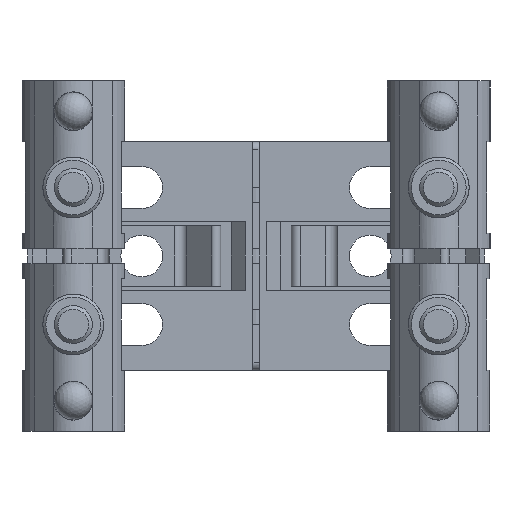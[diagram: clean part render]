
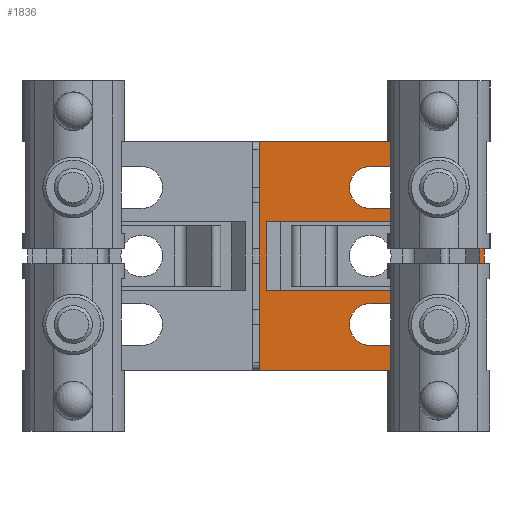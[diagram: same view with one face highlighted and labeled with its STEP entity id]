
A CAD part, front view. The second image highlights one B-rep face of the part: STEP entity #1836.
In plain terms, the highlighted planar face has unit normal (0, -1, 0).
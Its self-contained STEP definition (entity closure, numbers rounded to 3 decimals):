
#622=CARTESIAN_POINT('',(27.25,-7.5,0.0));
#623=VERTEX_POINT('',#622);
#630=CARTESIAN_POINT('',(0.4,-7.5,0.0));
#631=VERTEX_POINT('',#630);
#632=CARTESIAN_POINT('',(0.4,-7.5,0.0));
#633=DIRECTION('',(1.0,0.0,0.0));
#634=VECTOR('',#633,26.85);
#635=LINE('',#632,#634);
#636=EDGE_CURVE('',#631,#623,#635,.T.);
#654=CARTESIAN_POINT('',(30.0,-7.5,2.75));
#655=VERTEX_POINT('',#654);
#662=CARTESIAN_POINT('',(27.25,-7.5,2.75));
#663=DIRECTION('',(0.0,1.0,0.0));
#664=DIRECTION('',(0.707,0.0,-0.707));
#665=AXIS2_PLACEMENT_3D('',#662,#663,#664);
#666=CIRCLE('',#665,2.75);
#667=EDGE_CURVE('',#655,#623,#666,.T.);
#679=CARTESIAN_POINT('',(30.0,-7.5,27.25));
#680=VERTEX_POINT('',#679);
#687=CARTESIAN_POINT('',(30.0,-7.5,2.75));
#688=DIRECTION('',(0.0,0.0,1.0));
#689=VECTOR('',#688,24.5);
#690=LINE('',#687,#689);
#691=EDGE_CURVE('',#655,#680,#690,.T.);
#703=CARTESIAN_POINT('',(27.25,-7.5,30.0));
#704=VERTEX_POINT('',#703);
#711=CARTESIAN_POINT('',(27.25,-7.5,27.25));
#712=DIRECTION('',(0.0,1.0,0.0));
#713=DIRECTION('',(0.707,0.0,0.707));
#714=AXIS2_PLACEMENT_3D('',#711,#712,#713);
#715=CIRCLE('',#714,2.75);
#716=EDGE_CURVE('',#704,#680,#715,.T.);
#1081=CARTESIAN_POINT('',(24.,-7.5,26.75));
#1082=VERTEX_POINT('',#1081);
#1089=CARTESIAN_POINT('',(15.,-7.5,26.75));
#1090=VERTEX_POINT('',#1089);
#1091=CARTESIAN_POINT('',(15.0,-7.5,26.75));
#1092=DIRECTION('',(1.0,0.0,0.0));
#1093=VECTOR('',#1092,9.0);
#1094=LINE('',#1091,#1093);
#1095=EDGE_CURVE('',#1090,#1082,#1094,.T.);
#1113=CARTESIAN_POINT('',(15.,-7.5,21.25));
#1114=VERTEX_POINT('',#1113);
#1115=CARTESIAN_POINT('',(15.,-7.5,24.0));
#1116=DIRECTION('',(0.0,1.0,0.0));
#1117=DIRECTION('',(0.0,0.0,1.0));
#1118=AXIS2_PLACEMENT_3D('',#1115,#1116,#1117);
#1119=CIRCLE('',#1118,2.75);
#1120=EDGE_CURVE('',#1114,#1090,#1119,.T.);
#1138=CARTESIAN_POINT('',(24.,-7.5,21.25));
#1139=VERTEX_POINT('',#1138);
#1140=CARTESIAN_POINT('',(24.,-7.5,21.25));
#1141=DIRECTION('',(-1.0,0.0,0.0));
#1142=VECTOR('',#1141,9.0);
#1143=LINE('',#1140,#1142);
#1144=EDGE_CURVE('',#1139,#1114,#1143,.T.);
#1162=CARTESIAN_POINT('',(24.,-7.5,24.0));
#1163=DIRECTION('',(0.0,1.0,0.0));
#1164=DIRECTION('',(0.0,0.0,-1.0));
#1165=AXIS2_PLACEMENT_3D('',#1162,#1163,#1164);
#1166=CIRCLE('',#1165,2.75);
#1167=EDGE_CURVE('',#1082,#1139,#1166,.T.);
#1191=CARTESIAN_POINT('',(24.,-7.5,8.75));
#1192=VERTEX_POINT('',#1191);
#1199=CARTESIAN_POINT('',(15.,-7.5,8.75));
#1200=VERTEX_POINT('',#1199);
#1201=CARTESIAN_POINT('',(15.0,-7.5,8.75));
#1202=DIRECTION('',(1.0,0.0,0.0));
#1203=VECTOR('',#1202,9.0);
#1204=LINE('',#1201,#1203);
#1205=EDGE_CURVE('',#1200,#1192,#1204,.T.);
#1223=CARTESIAN_POINT('',(15.,-7.5,3.25));
#1224=VERTEX_POINT('',#1223);
#1225=CARTESIAN_POINT('',(15.,-7.5,6.));
#1226=DIRECTION('',(0.0,1.0,0.0));
#1227=DIRECTION('',(0.0,0.0,1.0));
#1228=AXIS2_PLACEMENT_3D('',#1225,#1226,#1227);
#1229=CIRCLE('',#1228,2.75);
#1230=EDGE_CURVE('',#1224,#1200,#1229,.T.);
#1248=CARTESIAN_POINT('',(24.,-7.5,3.25));
#1249=VERTEX_POINT('',#1248);
#1250=CARTESIAN_POINT('',(24.,-7.5,3.25));
#1251=DIRECTION('',(-1.0,0.0,0.0));
#1252=VECTOR('',#1251,9.);
#1253=LINE('',#1250,#1252);
#1254=EDGE_CURVE('',#1249,#1224,#1253,.T.);
#1272=CARTESIAN_POINT('',(24.,-7.5,6.));
#1273=DIRECTION('',(0.0,1.0,0.0));
#1274=DIRECTION('',(0.0,0.0,-1.0));
#1275=AXIS2_PLACEMENT_3D('',#1272,#1273,#1274);
#1276=CIRCLE('',#1275,2.75);
#1277=EDGE_CURVE('',#1192,#1249,#1276,.T.);
#1288=CARTESIAN_POINT('',(1.4,-7.5,19.5));
#1289=VERTEX_POINT('',#1288);
#1306=CARTESIAN_POINT('',(29.4,-7.5,19.5));
#1307=VERTEX_POINT('',#1306);
#1314=CARTESIAN_POINT('',(1.4,-7.5,19.5));
#1315=DIRECTION('',(1.0,0.0,0.0));
#1316=VECTOR('',#1315,28.);
#1317=LINE('',#1314,#1316);
#1318=EDGE_CURVE('',#1289,#1307,#1317,.T.);
#1328=CARTESIAN_POINT('',(29.4,-7.5,10.5));
#1329=VERTEX_POINT('',#1328);
#1338=CARTESIAN_POINT('',(29.4,-7.5,19.5));
#1339=DIRECTION('',(0.0,0.0,-1.0));
#1340=VECTOR('',#1339,9.);
#1341=LINE('',#1338,#1340);
#1342=EDGE_CURVE('',#1307,#1329,#1341,.T.);
#1389=CARTESIAN_POINT('',(1.4,-7.5,10.5));
#1390=VERTEX_POINT('',#1389);
#1399=CARTESIAN_POINT('',(1.4,-7.5,10.5));
#1400=DIRECTION('',(0.0,0.0,1.0));
#1401=VECTOR('',#1400,9.);
#1402=LINE('',#1399,#1401);
#1403=EDGE_CURVE('',#1390,#1289,#1402,.T.);
#1413=CARTESIAN_POINT('',(29.4,-7.5,10.5));
#1414=DIRECTION('',(-1.0,0.0,0.0));
#1415=VECTOR('',#1414,28.0);
#1416=LINE('',#1413,#1415);
#1417=EDGE_CURVE('',#1329,#1390,#1416,.T.);
#1589=CARTESIAN_POINT('',(0.4,-7.5,30.0));
#1590=VERTEX_POINT('',#1589);
#1597=CARTESIAN_POINT('',(27.25,-7.5,30.0));
#1598=DIRECTION('',(-1.0,0.0,0.0));
#1599=VECTOR('',#1598,26.85);
#1600=LINE('',#1597,#1599);
#1601=EDGE_CURVE('',#704,#1590,#1600,.T.);
#1693=CARTESIAN_POINT('',(0.4,-7.5,0.0));
#1694=DIRECTION('',(0.0,0.0,1.0));
#1695=VECTOR('',#1694,30.0);
#1696=LINE('',#1693,#1695);
#1697=EDGE_CURVE('',#631,#1590,#1696,.T.);
#1805=CARTESIAN_POINT('',(30.0,-7.5,0.0));
#1806=DIRECTION('',(0.0,-1.0,0.0));
#1807=DIRECTION('',(0.0,0.0,-1.0));
#1808=AXIS2_PLACEMENT_3D('',#1805,#1806,#1807);
#1809=PLANE('',#1808);
#1810=ORIENTED_EDGE('',*,*,#667,.F.);
#1811=ORIENTED_EDGE('',*,*,#691,.T.);
#1812=ORIENTED_EDGE('',*,*,#716,.F.);
#1813=ORIENTED_EDGE('',*,*,#1601,.T.);
#1814=ORIENTED_EDGE('',*,*,#1697,.F.);
#1815=ORIENTED_EDGE('',*,*,#636,.T.);
#1816=EDGE_LOOP('',(#1810,#1811,#1812,#1813,#1814,#1815));
#1817=FACE_OUTER_BOUND('',#1816,.T.);
#1818=ORIENTED_EDGE('',*,*,#1144,.T.);
#1819=ORIENTED_EDGE('',*,*,#1120,.T.);
#1820=ORIENTED_EDGE('',*,*,#1095,.T.);
#1821=ORIENTED_EDGE('',*,*,#1167,.T.);
#1822=EDGE_LOOP('',(#1818,#1819,#1820,#1821));
#1823=FACE_BOUND('',#1822,.T.);
#1824=ORIENTED_EDGE('',*,*,#1254,.T.);
#1825=ORIENTED_EDGE('',*,*,#1230,.T.);
#1826=ORIENTED_EDGE('',*,*,#1205,.T.);
#1827=ORIENTED_EDGE('',*,*,#1277,.T.);
#1828=EDGE_LOOP('',(#1824,#1825,#1826,#1827));
#1829=FACE_BOUND('',#1828,.T.);
#1830=ORIENTED_EDGE('',*,*,#1318,.T.);
#1831=ORIENTED_EDGE('',*,*,#1342,.T.);
#1832=ORIENTED_EDGE('',*,*,#1417,.T.);
#1833=ORIENTED_EDGE('',*,*,#1403,.T.);
#1834=EDGE_LOOP('',(#1830,#1831,#1832,#1833));
#1835=FACE_BOUND('',#1834,.T.);
#1836=ADVANCED_FACE('',(#1817,#1823,#1829,#1835),#1809,.T.);
